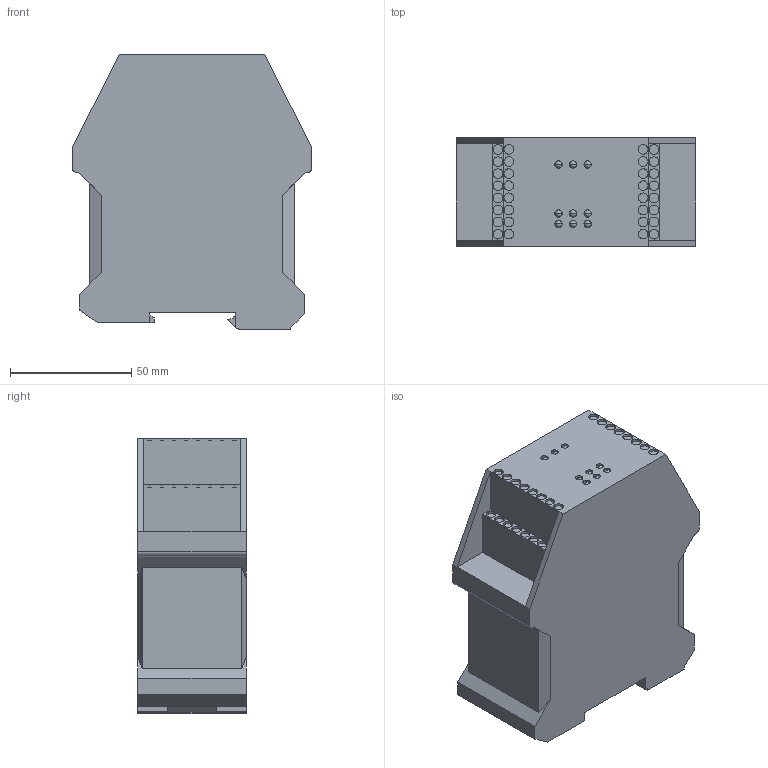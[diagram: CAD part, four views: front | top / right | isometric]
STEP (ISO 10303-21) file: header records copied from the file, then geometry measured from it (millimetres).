
FILE_DESCRIPTION(('THIS FILE CONTAINS SOME STEP INSTANCES'),'1');
FILE_NAME('NC66-NC67_rev0.stp','2020-06-05T15:27:05',('UNDEFINED'),('UNDEFINED'),'T-FLEX CAD STEP converter','T-FLEX CAD','');
FILE_SCHEMA(('CONFIG_CONTROL_DESIGN'));
Length unit declared in the file: metre
Products named in the file (2): NC66-NC67_rev0; NC66-NC67
Assembly tree (1 placements, depth 2):
  NC66-NC67_rev0
    NC66-NC67
Bounding box: 99 x 45 x 114 mm (x, y, z)
Volume: 393587.2 mm3; surface area: 40978.7 mm2
Topology: 1 solids, 1 shells, 208 faces, 496 edges, 316 vertices
Faces by surface type: plane 106, cylinder 84, sphere 18
Entity records: 5976 total; most frequent: DIRECTION 1093, CARTESIAN_POINT 1012, ORIENTED_EDGE 956, EDGE_CURVE 478, AXIS2_PLACEMENT_3D 405, VERTEX_POINT 316, LINE 283, VECTOR 283
